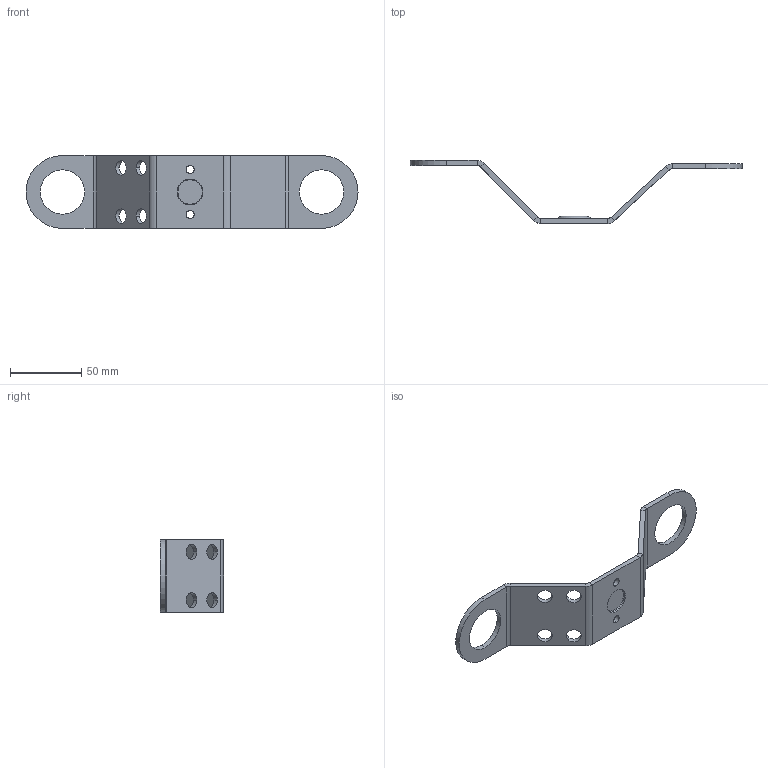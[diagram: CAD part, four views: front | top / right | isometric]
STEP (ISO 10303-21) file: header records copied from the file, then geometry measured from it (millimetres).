
FILE_DESCRIPTION (( 'STEP AP214' ), '1' );
FILE_NAME ('BOSHANDLE1.STEP', '2025-12-01T20:01:54', ( '' ), ( '' ), 'SwSTEP 2.0', 'SolidWorks 2024', '' );
FILE_SCHEMA (( 'AUTOMOTIVE_DESIGN' ));
Length unit declared in the file: millimetre
Products named in the file (1): BOSHANDLE1
Bounding box: 232.3 x 44.1 x 51 mm (x, y, z)
Volume: 38583.3 mm3; surface area: 25375.7 mm2
Topology: 1 solids, 1 shells, 63 faces, 143 edges, 84 vertices
Faces by surface type: plane 30, cylinder 29, torus 4
Entity records: 1808 total; most frequent: DIRECTION 339, CARTESIAN_POINT 291, ORIENTED_EDGE 286, EDGE_CURVE 143, AXIS2_PLACEMENT_3D 132, VERTEX_POINT 84, EDGE_LOOP 81, LINE 75
